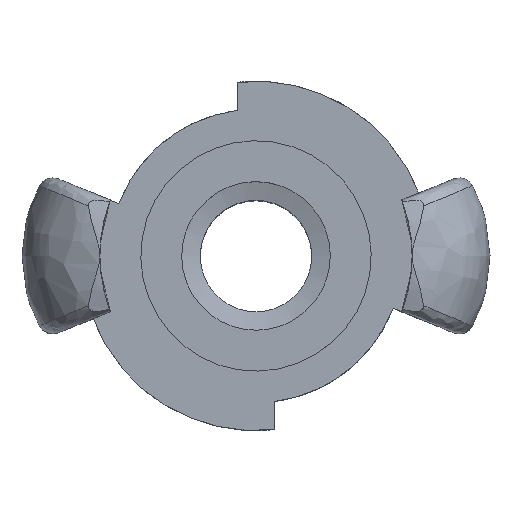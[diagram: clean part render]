
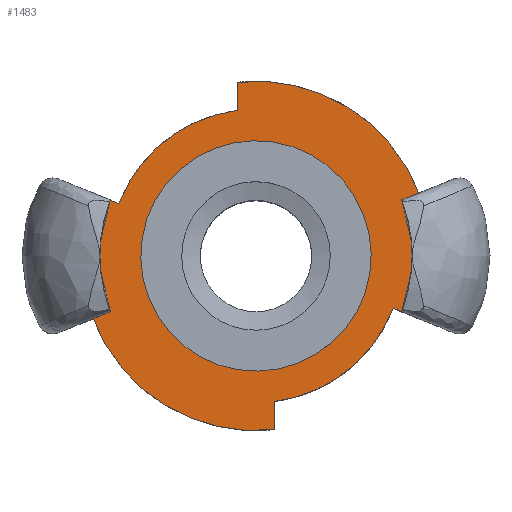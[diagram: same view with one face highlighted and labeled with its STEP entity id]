
A CAD part, top view. The second image highlights one B-rep face of the part: STEP entity #1483.
In plain terms, the highlighted planar face has unit normal (0, 0, 1).
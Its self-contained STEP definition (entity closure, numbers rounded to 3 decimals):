
#125=FACE_BOUND('',#310,.T.);
#143=PLANE('',#1644);
#215=FACE_OUTER_BOUND('',#309,.T.);
#309=EDGE_LOOP('',(#1198,#1199,#1200,#1201,#1202,#1203,#1204,#1205,#1206,
#1207,#1208,#1209));
#310=EDGE_LOOP('',(#1210));
#359=LINE('',#2481,#424);
#366=LINE('',#2651,#431);
#373=LINE('',#2773,#438);
#381=LINE('',#2902,#446);
#387=LINE('',#3247,#452);
#392=LINE('',#3301,#457);
#424=VECTOR('',#1853,10.);
#431=VECTOR('',#1868,10.);
#438=VECTOR('',#1879,10.);
#446=VECTOR('',#1891,10.);
#452=VECTOR('',#1939,10.);
#457=VECTOR('',#1960,10.);
#469=CIRCLE('',#1535,15.5);
#517=CIRCLE('',#1625,19.75);
#520=CIRCLE('',#1630,19.75);
#523=CIRCLE('',#1634,23.5);
#526=CIRCLE('',#1640,23.5);
#529=CIRCLE('',#1645,25.5);
#530=CIRCLE('',#1646,25.5);
#541=VERTEX_POINT('',#2044);
#602=VERTEX_POINT('',#2478);
#603=VERTEX_POINT('',#2480);
#617=VERTEX_POINT('',#2648);
#618=VERTEX_POINT('',#2650);
#628=VERTEX_POINT('',#2770);
#629=VERTEX_POINT('',#2772);
#639=VERTEX_POINT('',#2899);
#640=VERTEX_POINT('',#2901);
#649=VERTEX_POINT('',#3099);
#654=VERTEX_POINT('',#3154);
#659=VERTEX_POINT('',#3200);
#664=VERTEX_POINT('',#3251);
#679=EDGE_CURVE('',#541,#541,#469,.T.);
#766=EDGE_CURVE('',#602,#603,#359,.T.);
#785=EDGE_CURVE('',#618,#617,#366,.T.);
#800=EDGE_CURVE('',#628,#629,#373,.T.);
#814=EDGE_CURVE('',#639,#640,#381,.T.);
#831=EDGE_CURVE('',#649,#603,#517,.T.);
#838=EDGE_CURVE('',#654,#640,#520,.T.);
#844=EDGE_CURVE('',#628,#659,#523,.T.);
#851=EDGE_CURVE('',#659,#649,#387,.T.);
#853=EDGE_CURVE('',#617,#664,#526,.T.);
#861=EDGE_CURVE('',#618,#602,#529,.T.);
#862=EDGE_CURVE('',#654,#664,#392,.T.);
#863=EDGE_CURVE('',#629,#639,#530,.T.);
#1198=ORIENTED_EDGE('',*,*,#844,.T.);
#1199=ORIENTED_EDGE('',*,*,#851,.T.);
#1200=ORIENTED_EDGE('',*,*,#831,.T.);
#1201=ORIENTED_EDGE('',*,*,#766,.F.);
#1202=ORIENTED_EDGE('',*,*,#861,.F.);
#1203=ORIENTED_EDGE('',*,*,#785,.T.);
#1204=ORIENTED_EDGE('',*,*,#853,.T.);
#1205=ORIENTED_EDGE('',*,*,#862,.F.);
#1206=ORIENTED_EDGE('',*,*,#838,.T.);
#1207=ORIENTED_EDGE('',*,*,#814,.F.);
#1208=ORIENTED_EDGE('',*,*,#863,.F.);
#1209=ORIENTED_EDGE('',*,*,#800,.F.);
#1210=ORIENTED_EDGE('',*,*,#679,.T.);
#1483=ADVANCED_FACE('',(#215,#125),#143,.F.);
#1535=AXIS2_PLACEMENT_3D('',#2045,#1685,#1686);
#1625=AXIS2_PLACEMENT_3D('',#3100,#1909,#1910);
#1630=AXIS2_PLACEMENT_3D('',#3155,#1920,#1921);
#1634=AXIS2_PLACEMENT_3D('',#3201,#1929,#1930);
#1640=AXIS2_PLACEMENT_3D('',#3252,#1945,#1946);
#1644=AXIS2_PLACEMENT_3D('',#3299,#1956,#1957);
#1645=AXIS2_PLACEMENT_3D('',#3300,#1958,#1959);
#1646=AXIS2_PLACEMENT_3D('',#3302,#1961,#1962);
#1685=DIRECTION('center_axis',(0.,0.,-1.));
#1686=DIRECTION('ref_axis',(1.,0.,0.));
#1853=DIRECTION('',(-0.927,0.375,0.));
#1868=DIRECTION('',(-0.927,-0.375,0.));
#1879=DIRECTION('',(-0.927,-0.375,0.));
#1891=DIRECTION('',(0.927,-0.375,0.));
#1909=DIRECTION('center_axis',(0.,0.,1.));
#1910=DIRECTION('ref_axis',(0.582,0.813,0.));
#1920=DIRECTION('center_axis',(0.,0.,1.));
#1921=DIRECTION('ref_axis',(0.582,-0.813,0.));
#1929=DIRECTION('center_axis',(0.,0.,1.));
#1930=DIRECTION('ref_axis',(0.106,0.994,0.));
#1939=DIRECTION('',(0.,1.,0.));
#1945=DIRECTION('center_axis',(0.,0.,1.));
#1946=DIRECTION('ref_axis',(-0.657,-0.753,0.));
#1956=DIRECTION('center_axis',(0.,0.,-1.));
#1957=DIRECTION('ref_axis',(-1.,0.,0.));
#1958=DIRECTION('center_axis',(0.,0.,-1.));
#1959=DIRECTION('ref_axis',(-1.,0.,0.));
#1960=DIRECTION('',(0.,1.,0.));
#1961=DIRECTION('center_axis',(0.,0.,-1.));
#1962=DIRECTION('ref_axis',(-1.,0.,0.));
#2044=CARTESIAN_POINT('',(-7.456,-13.589,0.));
#2045=CARTESIAN_POINT('Origin',(0.,0.,0.));
#2478=CARTESIAN_POINT('',(23.779,-9.209,0.));
#2480=CARTESIAN_POINT('',(18.449,-7.05,0.));
#2481=CARTESIAN_POINT('',(14.175,-5.319,0.));
#2648=CARTESIAN_POINT('',(21.925,8.458,0.));
#2650=CARTESIAN_POINT('',(23.779,9.209,0.));
#2651=CARTESIAN_POINT('',(14.175,5.319,0.));
#2770=CARTESIAN_POINT('',(-21.925,-8.458,0.));
#2772=CARTESIAN_POINT('',(-23.779,-9.209,0.));
#2773=CARTESIAN_POINT('',(-14.175,-5.319,0.));
#2899=CARTESIAN_POINT('',(-23.779,9.209,0.));
#2901=CARTESIAN_POINT('',(-18.449,7.05,0.));
#2902=CARTESIAN_POINT('',(-14.175,5.319,0.));
#3099=CARTESIAN_POINT('',(2.5,-19.591,0.));
#3100=CARTESIAN_POINT('Origin',(0.,0.,
0.));
#3154=CARTESIAN_POINT('',(-2.5,19.591,0.));
#3155=CARTESIAN_POINT('Origin',(0.,0.,
0.));
#3200=CARTESIAN_POINT('',(2.5,-23.367,0.));
#3201=CARTESIAN_POINT('Origin',(0.,0.,
0.));
#3247=CARTESIAN_POINT('',(2.5,0.,0.));
#3251=CARTESIAN_POINT('',(-2.5,23.367,0.));
#3252=CARTESIAN_POINT('Origin',(0.,0.,
0.));
#3299=CARTESIAN_POINT('Origin',(0.,0.,0.));
#3300=CARTESIAN_POINT('Origin',(0.,0.,0.));
#3301=CARTESIAN_POINT('',(-2.5,0.,0.));
#3302=CARTESIAN_POINT('Origin',(0.,0.,0.));
